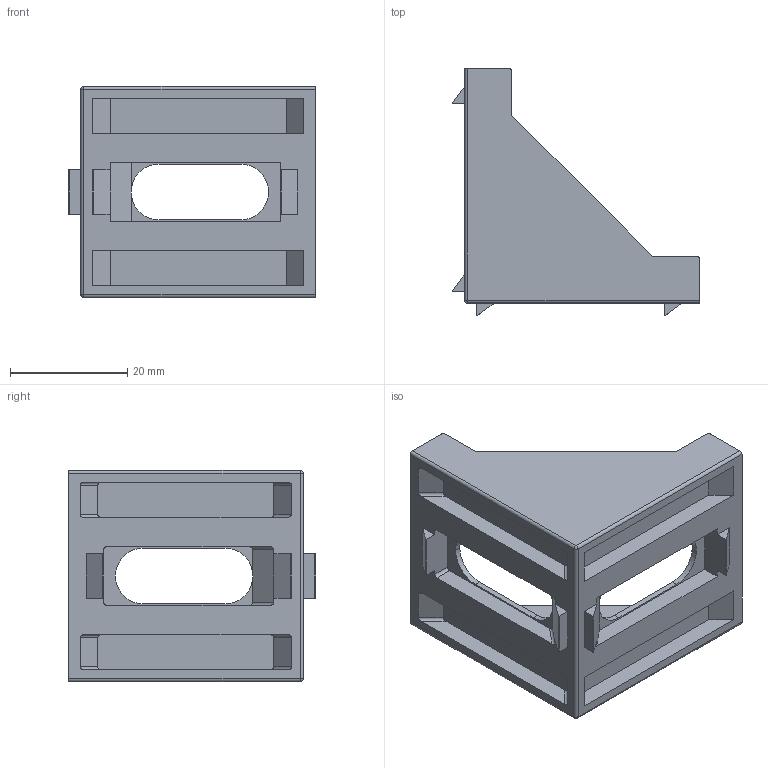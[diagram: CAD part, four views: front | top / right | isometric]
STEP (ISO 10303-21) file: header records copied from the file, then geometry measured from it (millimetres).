
FILE_DESCRIPTION (( 'STEP AP214' ), '1' );
FILE_NAME ('A576 Óãëîâîé àëþìèíèåâûé ñîåäèíèòåëü 40õ40, ïàç 10.STEP', '2021-06-11T09:44:05', ( 'Windows User' ), ( '' ), 'SwSTEP 2.0', 'SolidWorks 2021', '' );
FILE_SCHEMA (( 'AUTOMOTIVE_DESIGN' ));
Length unit declared in the file: millimetre
Products named in the file (1): A576 Óãëîâîé àëþìèíèåâûé ñîåäèíèòåëü 40õ40, ïàç 10
Bounding box: 42.1 x 42.1 x 36 mm (x, y, z)
Volume: 11100.2 mm3; surface area: 9110.8 mm2
Topology: 1 solids, 1 shells, 98 faces, 265 edges, 171 vertices
Faces by surface type: plane 64, cylinder 32, sphere 2
Entity records: 3072 total; most frequent: CARTESIAN_POINT 599, ORIENTED_EDGE 526, DIRECTION 484, EDGE_CURVE 263, LINE 196, VECTOR 196, VERTEX_POINT 171, AXIS2_PLACEMENT_3D 144
